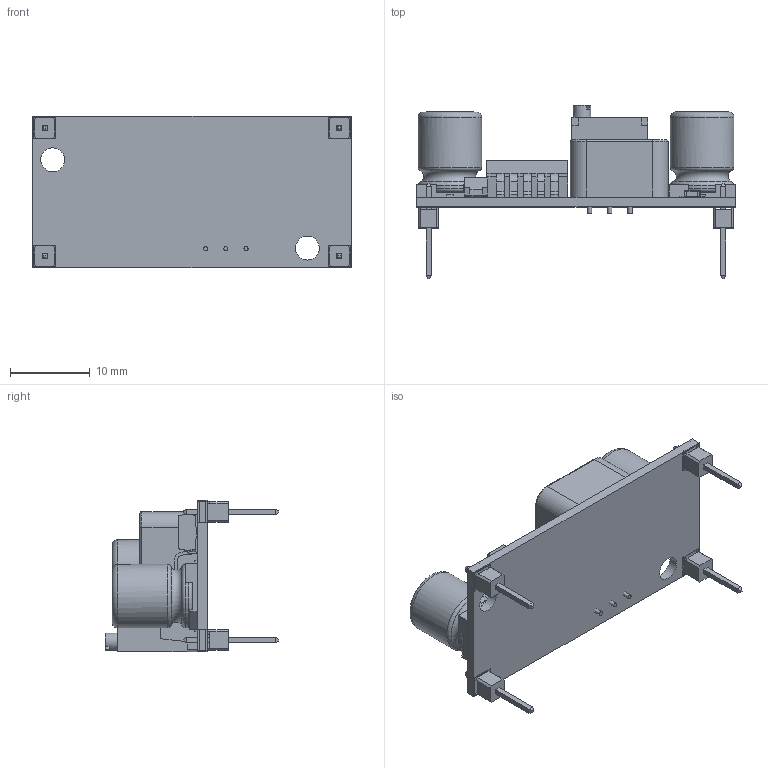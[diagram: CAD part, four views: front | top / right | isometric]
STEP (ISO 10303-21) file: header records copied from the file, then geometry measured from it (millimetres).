
FILE_DESCRIPTION(/* description */ (''),/* implementation_level */ '2;1');
FILE_NAME(/* name */ 'LM2596_pins.stp',/* time_stamp */ '2019-04-29T01:47:56+02:00',/* author */ ('Piotr'),/* organization */ (''),/* preprocessor_version */ 'ST-DEVELOPER v16.13',/* originating_system */ 'Autodesk Inventor 2018',/* authorisation */ '');
FILE_SCHEMA (('AUTOMOTIVE_DESIGN { 1 0 10303 214 3 1 1 }'));
Length unit declared in the file: millimetre
Products named in the file (3): LM2596_pins; LM2596 DC-DC Buck Converter Module_Shrinkwrap; zl201-1_p2-54_l2-54_w2-54_h8-89
Assembly tree (5 placements, depth 2):
  LM2596_pins
    zl201-1_p2-54_l2-54_w2-54_h8-89  x4
    LM2596 DC-DC Buck Converter Module_Shrinkwrap
Bounding box: 40 x 21.78 x 19.09 mm (x, y, z)
Volume: 3990.3 mm3; surface area: 4531.3 mm2
Topology: 17 solids, 17 shells, 985 faces, 2490 edges, 1569 vertices
Faces by surface type: plane 590, cylinder 182, bspline 150, sphere 40, torus 14, cone 9
Full cylindrical faces by diameter (mm): 0.51 x3, 1 x1, 1.02 x1, 1.353 x4, 1.364 x4, 2.19 x1, 3 x2, 8 x2
Entity records: 28661 total; most frequent: CARTESIAN_POINT 7373, ORIENTED_EDGE 4436, DIRECTION 3666, EDGE_CURVE 2218, LINE 1490, VECTOR 1490, VERTEX_POINT 1426, AXIS2_PLACEMENT_3D 1088
